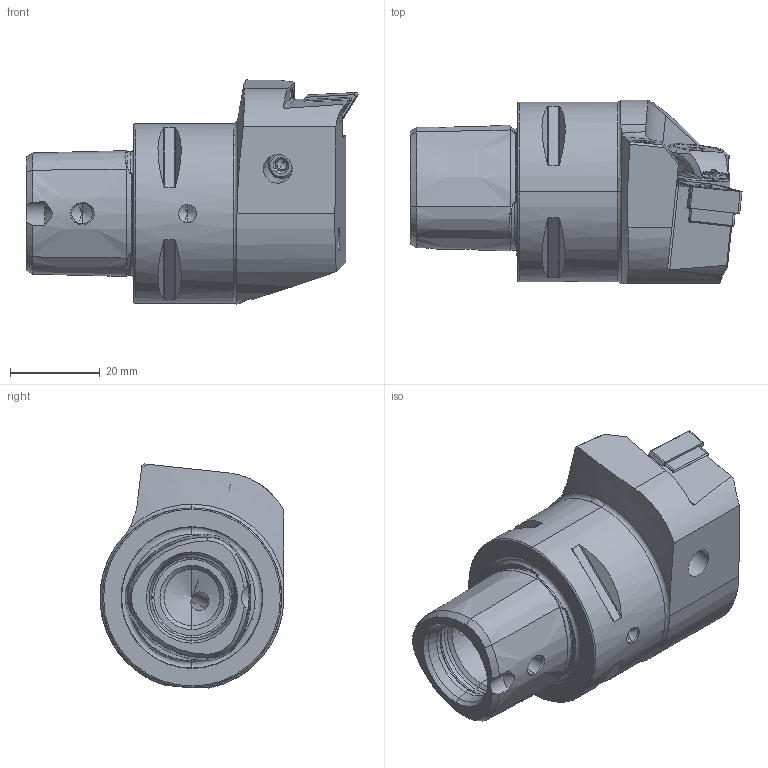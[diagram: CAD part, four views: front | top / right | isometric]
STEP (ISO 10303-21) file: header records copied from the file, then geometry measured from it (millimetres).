
FILE_DESCRIPTION (( 'STEP AP203' ), '1' );
FILE_NAME ('PS4-PDE.LJA.050-HPS.STEP', '2021-03-12T15:06:29', ( '' ), ( '' ), 'SwSTEP 2.0', 'SolidWorks 2017', '' );
FILE_SCHEMA (( 'CONFIG_CONTROL_DESIGN' ));
Length unit declared in the file: millimetre
Products named in the file (14): DIN 3771 - 13x1; DNMG110404; PS4-PDE.LJA.050-HPS; ISO 4026 - M5 x 5; CHP-PCX.000.022_D《e; DIN 3771 - 6.5x1.5; WDE-ER3.101.000_A; PS4-PDE.LJA.050-HPS_A; DIN 7991 - M5x18; WDE-ER1.101.000; WDE-ER4.101.017_A; CHP-PCX.000.022_B; WDE-ER2.101.003_A; ISO 8752 2x8
Assembly tree (15 placements, depth 3):
  PS4-PDE.LJA.050-HPS
    PS4-PDE.LJA.050-HPS_A
    ISO 8752 2x8
    CHP-PCX.000.022_D《e
      DIN 3771 - 13x1
      DIN 3771 - 6.5x1.5
      CHP-PCX.000.022_B
      DIN 7991 - M5x18
    DNMG110404
    WDE-ER1.101.000
    WDE-ER2.101.003_A
    WDE-ER3.101.000_A
    WDE-ER4.101.017_A
    ISO 4026 - M5 x 5  x3
Bounding box: 74 x 40.99 x 49.93 mm (x, y, z)
Volume: 60979.8 mm3; surface area: 19509.9 mm2
Topology: 14 solids, 14 shells, 619 faces, 1545 edges, 937 vertices
Faces by surface type: plane 177, cylinder 168, cone 153, torus 69, bspline 52
Entity records: 22651 total; most frequent: CARTESIAN_POINT 7871, ORIENTED_EDGE 2918, DIRECTION 2618, EDGE_CURVE 1459, AXIS2_PLACEMENT_3D 1026, VERTEX_POINT 897, EDGE_LOOP 624, ADVANCED_FACE 589
